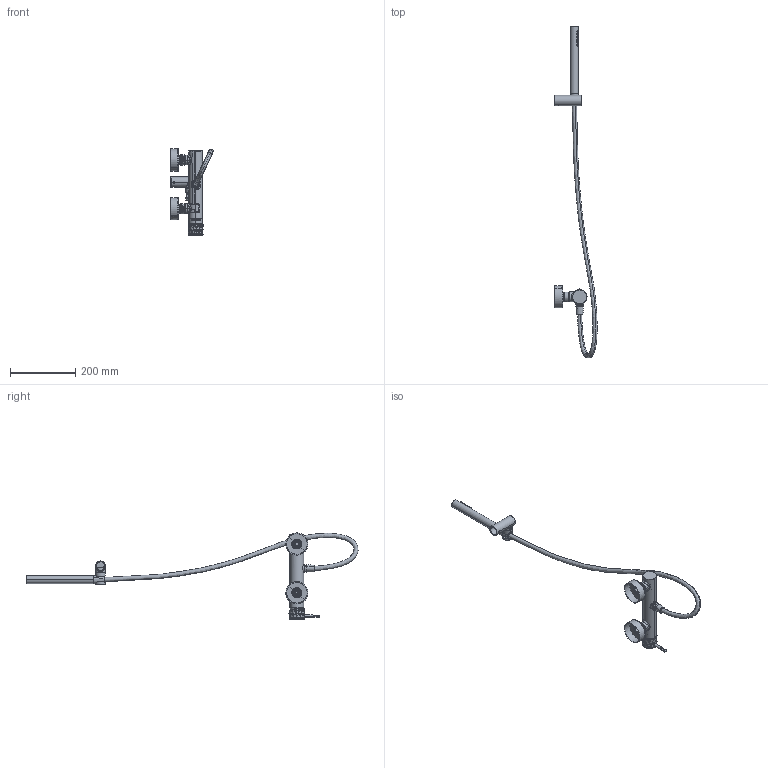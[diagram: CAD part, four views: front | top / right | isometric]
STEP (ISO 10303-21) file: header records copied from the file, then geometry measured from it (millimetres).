
FILE_DESCRIPTION (( 'STEP AP203' ), '1' );
FILE_NAME ('59DP10443.STEP', '2026-02-17T08:39:00', ( '' ), ( '' ), 'SwSTEP 2.0', 'SolidWorks 2025', '' );
FILE_SCHEMA (( 'CONFIG_CONTROL_DESIGN' ));
Length unit declared in the file: millimetre
Products named in the file (1): 59DP10443
Bounding box: 129.11 x 1014.61 x 262.97 mm (x, y, z)
Volume: 440956.8 mm3; surface area: 242762.8 mm2
Topology: 20 solids, 20 shells, 1156 faces, 2833 edges, 1802 vertices
Faces by surface type: cylinder 397, cone 295, plane 262, bspline 175, torus 25, sphere 2
Entity records: 72732 total; most frequent: CARTESIAN_POINT 47932, ORIENTED_EDGE 5590, DIRECTION 4323, EDGE_CURVE 2795, VERTEX_POINT 1802, AXIS2_PLACEMENT_3D 1745, EDGE_LOOP 1325, ADVANCED_FACE 1156
